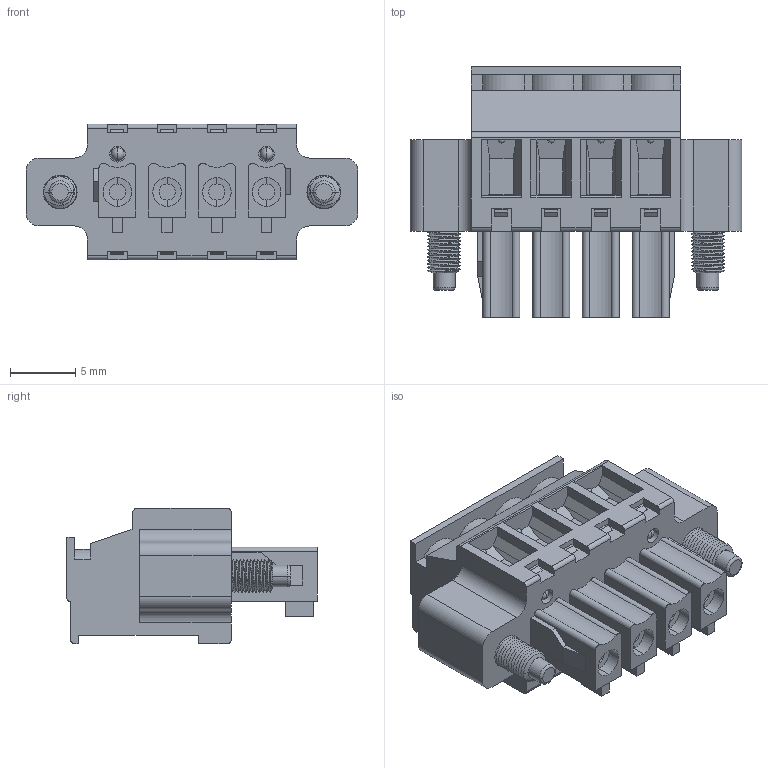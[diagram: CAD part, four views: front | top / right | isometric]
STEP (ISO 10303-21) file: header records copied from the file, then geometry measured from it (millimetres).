
FILE_DESCRIPTION((''),'2;1');
FILE_NAME('WJ15EDGKBM-381-4P-OOA','2017-03-15T',('QZY'),(''),'CREO PARAMETRIC BY PTC INC, 2014440','CREO PARAMETRIC BY PTC INC, 2014440','');
FILE_SCHEMA(('CONFIG_CONTROL_DESIGN'));
Length unit declared in the file: millimetre
Products named in the file (1): WJ15EDGKBM-381-4P-OOA
Bounding box: 25.43 x 19.2 x 10.4 mm (x, y, z)
Volume: 2211.5 mm3; surface area: 2254.3 mm2
Topology: 1 solids, 1 shells, 474 faces, 1226 edges, 796 vertices
Faces by surface type: plane 245, cylinder 117, cone 56, torus 28, bspline 20, sphere 8
Entity records: 19210 total; most frequent: CARTESIAN_POINT 7639, ORIENTED_EDGE 2436, DIRECTION 2327, EDGE_CURVE 1218, AXIS2_PLACEMENT_3D 808, VERTEX_POINT 796, VECTOR 711, LINE 711
